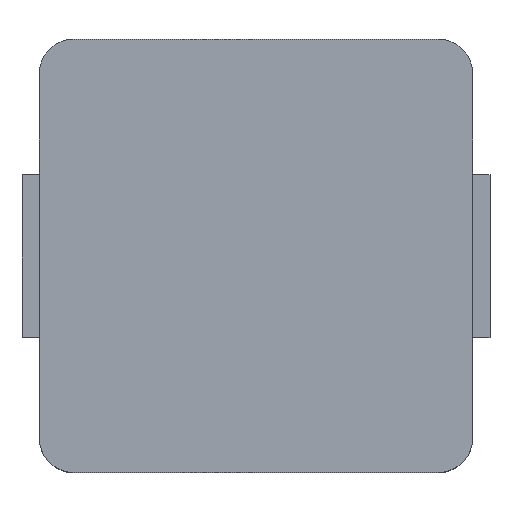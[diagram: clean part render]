
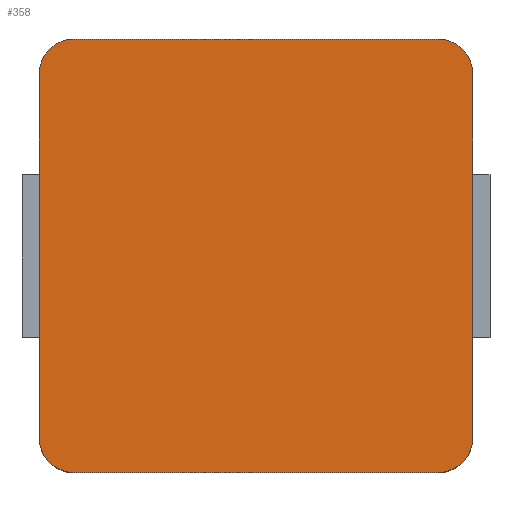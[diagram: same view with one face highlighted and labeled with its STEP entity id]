
A CAD part, top view. The second image highlights one B-rep face of the part: STEP entity #358.
In plain terms, the highlighted planar face has unit normal (0, 0, 1).
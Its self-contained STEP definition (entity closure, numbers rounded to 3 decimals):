
#24=PLANE('',#404);
#46=FACE_OUTER_BOUND('',#68,.T.);
#68=EDGE_LOOP('',(#289,#290,#291,#292,#293,#294,#295,#296));
#85=LINE('',#534,#125);
#91=LINE('',#555,#131);
#95=LINE('',#566,#135);
#96=LINE('',#568,#136);
#125=VECTOR('',#431,10.);
#131=VECTOR('',#451,10.);
#135=VECTOR('',#465,10.);
#136=VECTOR('',#468,10.);
#161=CIRCLE('',#388,1.);
#166=CIRCLE('',#396,1.);
#167=CIRCLE('',#399,1.);
#168=CIRCLE('',#401,1.);
#169=VERTEX_POINT('',#521);
#170=VERTEX_POINT('',#522);
#174=VERTEX_POINT('',#532);
#180=VERTEX_POINT('',#548);
#181=VERTEX_POINT('',#549);
#182=VERTEX_POINT('',#554);
#183=VERTEX_POINT('',#558);
#184=VERTEX_POINT('',#562);
#201=EDGE_CURVE('',#169,#170,#161,.T.);
#207=EDGE_CURVE('',#169,#174,#85,.T.);
#214=EDGE_CURVE('',#180,#181,#166,.T.);
#217=EDGE_CURVE('',#182,#181,#91,.T.);
#219=EDGE_CURVE('',#182,#183,#167,.T.);
#221=EDGE_CURVE('',#184,#174,#168,.T.);
#223=EDGE_CURVE('',#184,#183,#95,.T.);
#224=EDGE_CURVE('',#180,#170,#96,.T.);
#289=ORIENTED_EDGE('',*,*,#201,.F.);
#290=ORIENTED_EDGE('',*,*,#207,.T.);
#291=ORIENTED_EDGE('',*,*,#221,.F.);
#292=ORIENTED_EDGE('',*,*,#223,.T.);
#293=ORIENTED_EDGE('',*,*,#219,.F.);
#294=ORIENTED_EDGE('',*,*,#217,.T.);
#295=ORIENTED_EDGE('',*,*,#214,.F.);
#296=ORIENTED_EDGE('',*,*,#224,.T.);
#358=ADVANCED_FACE('',(#46),#24,.T.);
#388=AXIS2_PLACEMENT_3D('',#523,#421,#422);
#396=AXIS2_PLACEMENT_3D('',#550,#445,#446);
#399=AXIS2_PLACEMENT_3D('',#559,#455,#456);
#401=AXIS2_PLACEMENT_3D('',#563,#460,#461);
#404=AXIS2_PLACEMENT_3D('',#569,#469,#470);
#421=DIRECTION('center_axis',(0.,0.,-1.));
#422=DIRECTION('ref_axis',(-0.707,0.707,0.));
#431=DIRECTION('',(0.,-1.,0.));
#445=DIRECTION('center_axis',(0.,0.,-1.));
#446=DIRECTION('ref_axis',(0.707,0.707,0.));
#451=DIRECTION('',(0.,1.,0.));
#455=DIRECTION('center_axis',(0.,0.,-1.));
#456=DIRECTION('ref_axis',(0.707,-0.707,0.));
#460=DIRECTION('center_axis',(0.,0.,-1.));
#461=DIRECTION('ref_axis',(-0.707,-0.707,0.));
#465=DIRECTION('',(1.,0.,0.));
#468=DIRECTION('',(-1.,0.,0.));
#469=DIRECTION('center_axis',(0.,0.,1.));
#470=DIRECTION('ref_axis',(1.,0.,0.));
#521=CARTESIAN_POINT('',(-6.25,5.25,6.));
#522=CARTESIAN_POINT('',(-5.25,6.25,6.));
#523=CARTESIAN_POINT('Origin',(-5.25,5.25,6.));
#532=CARTESIAN_POINT('',(-6.25,-5.25,6.));
#534=CARTESIAN_POINT('',(-6.25,-6.25,6.));
#548=CARTESIAN_POINT('',(5.25,6.25,6.));
#549=CARTESIAN_POINT('',(6.25,5.25,6.));
#550=CARTESIAN_POINT('Origin',(5.25,5.25,6.));
#554=CARTESIAN_POINT('',(6.25,-5.25,6.));
#555=CARTESIAN_POINT('',(6.25,6.25,6.));
#558=CARTESIAN_POINT('',(5.25,-6.25,6.));
#559=CARTESIAN_POINT('Origin',(5.25,-5.25,6.));
#562=CARTESIAN_POINT('',(-5.25,-6.25,6.));
#563=CARTESIAN_POINT('Origin',(-5.25,-5.25,6.));
#566=CARTESIAN_POINT('',(6.25,-6.25,6.));
#568=CARTESIAN_POINT('',(-6.25,6.25,6.));
#569=CARTESIAN_POINT('Origin',(0.,0.,6.));
